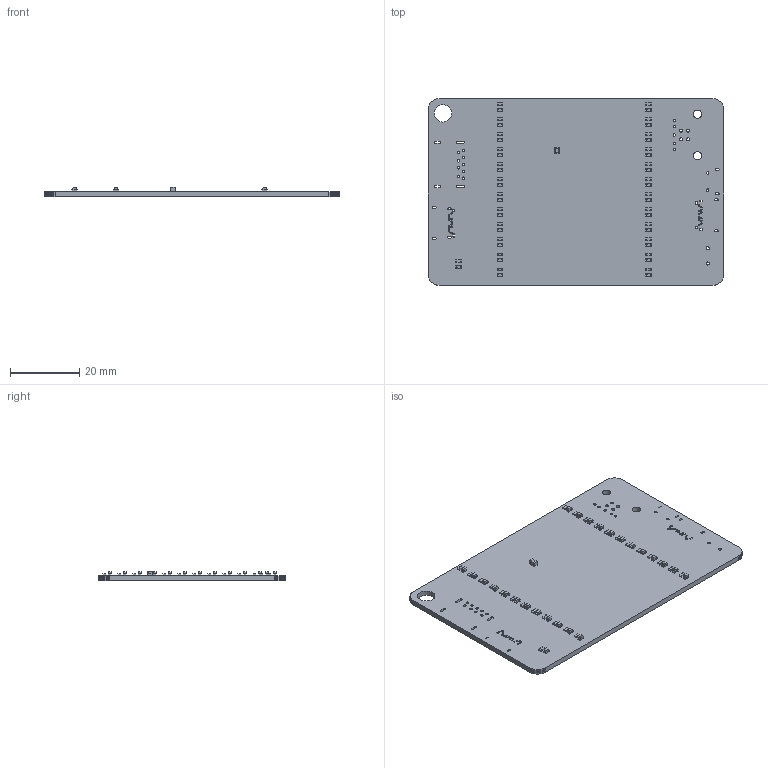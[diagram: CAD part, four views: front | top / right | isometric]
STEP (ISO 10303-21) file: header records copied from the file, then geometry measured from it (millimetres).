
FILE_DESCRIPTION(('KiCad electronic assembly'),'2;1');
FILE_NAME('usb_c_cable_tester.step','2024-02-09T15:17:33',('Pcbnew'),( 'Kicad'),'Open CASCADE STEP processor 7.7','KiCad to STEP converter' ,'Unknown');
FILE_SCHEMA(('AUTOMOTIVE_DESIGN { 1 0 10303 214 1 1 1 1 }'));
Length unit declared in the file: millimetre
Products named in the file (8): usb_c_cable_tester 1; LED_0603_1608Metric; SOLID; R_0603_1608Metric; C_0805_2012Metric; usb_c_cable_tester PCB
Assembly tree (55 placements, depth 3):
  usb_c_cable_tester 1
    LED_0603_1608Metric  x25
      SOLID
    R_0603_1608Metric  x25
      SOLID
    C_0805_2012Metric
      SOLID
    usb_c_cable_tester PCB
Bounding box: 85.6 x 53.98 x 2.88 mm (x, y, z)
Volume: 7245.1 mm3; surface area: 10124 mm2
Topology: 52 solids, 52 shells, 2383 faces, 6456 edges, 4204 vertices
Faces by surface type: plane 1922, cylinder 461
Full cylindrical faces by diameter (mm): 0.4 x24, 0.65 x2, 0.7 x14, 0.9 x6, 2.4 x2, 5 x1
Entity records: 40688 total; most frequent: CARTESIAN_POINT 8039, DIRECTION 5466, LINE 3900, VECTOR 3900, ORIENTED_EDGE 3264, PCURVE 3264, DEFINITIONAL_REPRESENTATION 3264, EDGE_CURVE 1632
